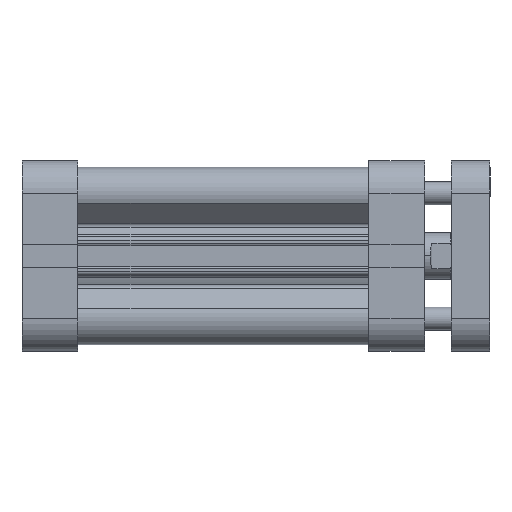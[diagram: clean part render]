
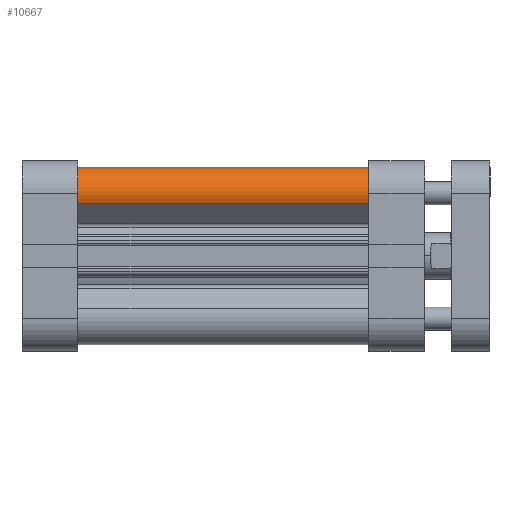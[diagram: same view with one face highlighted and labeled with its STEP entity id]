
A CAD part, front view. The second image highlights one B-rep face of the part: STEP entity #10667.
In plain terms, the highlighted cylindrical face has radius 6.75 mm (diameter 13.5 mm), a partial arc.
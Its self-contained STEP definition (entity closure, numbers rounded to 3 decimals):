
#57 = EDGE_LOOP ( 'NONE', ( #10444, #10443, #10442, #10441 ) ) ;
#573 = VERTEX_POINT ( 'NONE', #1160 ) ;
#597 = VERTEX_POINT ( 'NONE', #1184 ) ;
#715 = VERTEX_POINT ( 'NONE', #1302 ) ;
#718 = VERTEX_POINT ( 'NONE', #1305 ) ;
#1160 = CARTESIAN_POINT ( 'NONE',  ( -23., -16.25, 75.5 ) ) ;
#1184 = CARTESIAN_POINT ( 'NONE',  ( -13.633, -22.472, 75.5 ) ) ;
#1302 = CARTESIAN_POINT ( 'NONE',  ( -23., -16.25, 0. ) ) ;
#1305 = CARTESIAN_POINT ( 'NONE',  ( -13.633, -22.472, 0. ) ) ;
#2291 = LINE ( 'NONE', #7926, #2302 ) ;
#2302 = VECTOR ( 'NONE', #7927, 1000. ) ;
#2391 = CIRCLE ( 'NONE', #6402, 6.75 ) ;
#3222 = CYLINDRICAL_SURFACE ( 'NONE', #6777, 6.75 ) ;
#3232 = FACE_OUTER_BOUND ( 'NONE', #57, .T. ) ;
#3336 = CARTESIAN_POINT ( 'NONE',  ( -16.25, -16.25, 0. ) ) ;
#3344 = DIRECTION ( 'NONE',  ( 0., 0., 1. ) ) ;
#3345 = DIRECTION ( 'NONE',  ( -1., 0., 0. ) ) ;
#4898 = DIRECTION ( 'NONE',  ( -1., 0., 0. ) ) ;
#4899 = DIRECTION ( 'NONE',  ( 0., 0., -1. ) ) ;
#4900 = CARTESIAN_POINT ( 'NONE',  ( -16.25, -16.25, 75.5 ) ) ;
#6058 = LINE ( 'NONE', #7666, #6060 ) ;
#6060 = VECTOR ( 'NONE', #7674, 1000. ) ;
#6144 = CIRCLE ( 'NONE', #6361, 6.75 ) ;
#6361 = AXIS2_PLACEMENT_3D ( 'NONE', #7806, #7812, #7813 ) ;
#6402 = AXIS2_PLACEMENT_3D ( 'NONE', #3336, #3344, #3345 ) ;
#6777 = AXIS2_PLACEMENT_3D ( 'NONE', #4900, #4899, #4898 ) ;
#7666 = CARTESIAN_POINT ( 'NONE',  ( -23., -16.25, 75.5 ) ) ;
#7674 = DIRECTION ( 'NONE',  ( 0., 0., -1. ) ) ;
#7806 = CARTESIAN_POINT ( 'NONE',  ( -16.25, -16.25, 75.5 ) ) ;
#7812 = DIRECTION ( 'NONE',  ( 0., 0., 1. ) ) ;
#7813 = DIRECTION ( 'NONE',  ( -1., 0., 0. ) ) ;
#7926 = CARTESIAN_POINT ( 'NONE',  ( -13.633, -22.472, 75.5 ) ) ;
#7927 = DIRECTION ( 'NONE',  ( 0., 0., -1. ) ) ;
#8553 = EDGE_CURVE ( 'NONE', #573, #715, #6058, .T. ) ;
#8608 = EDGE_CURVE ( 'NONE', #573, #597, #6144, .T. ) ;
#8654 = EDGE_CURVE ( 'NONE', #597, #718, #2291, .T. ) ;
#8706 = EDGE_CURVE ( 'NONE', #715, #718, #2391, .T. ) ;
#10441 = ORIENTED_EDGE ( 'NONE', *, *, #8654, .F. ) ;
#10442 = ORIENTED_EDGE ( 'NONE', *, *, #8706, .T. ) ;
#10443 = ORIENTED_EDGE ( 'NONE', *, *, #8553, .T. ) ;
#10444 = ORIENTED_EDGE ( 'NONE', *, *, #8608, .F. ) ;
#10667 = ADVANCED_FACE ( 'NONE', ( #3232 ), #3222, .T. ) ;
